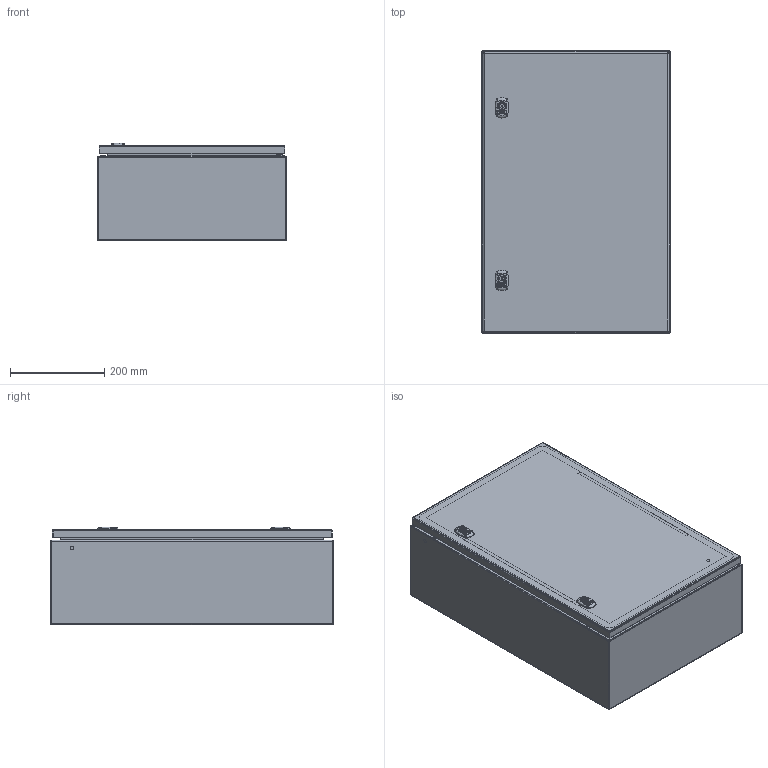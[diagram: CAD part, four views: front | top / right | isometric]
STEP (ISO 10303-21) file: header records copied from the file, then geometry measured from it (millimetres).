
FILE_DESCRIPTION(('STEP AP242'),'1');
FILE_NAME('nsys3x6420.stp','2019-07-22T14:46:55',('TraceParts'),('TraceParts S.A.'),'Spatial InterOp 3D',' ',' ');
FILE_SCHEMA(('AP242_MANAGED_MODEL_BASED_3D_ENGINEERING_MIM_LF {1 0 10303 442 1 1 4}'));
Length unit declared in the file: millimetre
Products named in the file (1): 6128180601_ASM|6303100601_ASM#6303100601_ASM|2302060601#2302060601;2302060601
Bounding box: 400 x 600 x 207.24 mm (x, y, z)
Volume: 1300987.4 mm3; surface area: 2020386.6 mm2
Topology: 44 solids, 44 shells, 2292 faces, 5794 edges, 3634 vertices
Faces by surface type: plane 1064, cylinder 446, extrusion 226, bspline 208, cone 178, torus 114, sphere 56
Entity records: 80421 total; most frequent: CARTESIAN_POINT 27840, ORIENTED_EDGE 11468, DIRECTION 9608, EDGE_CURVE 5734, VERTEX_POINT 3632, VECTOR 3208, AXIS2_PLACEMENT_3D 3200, LINE 2982
